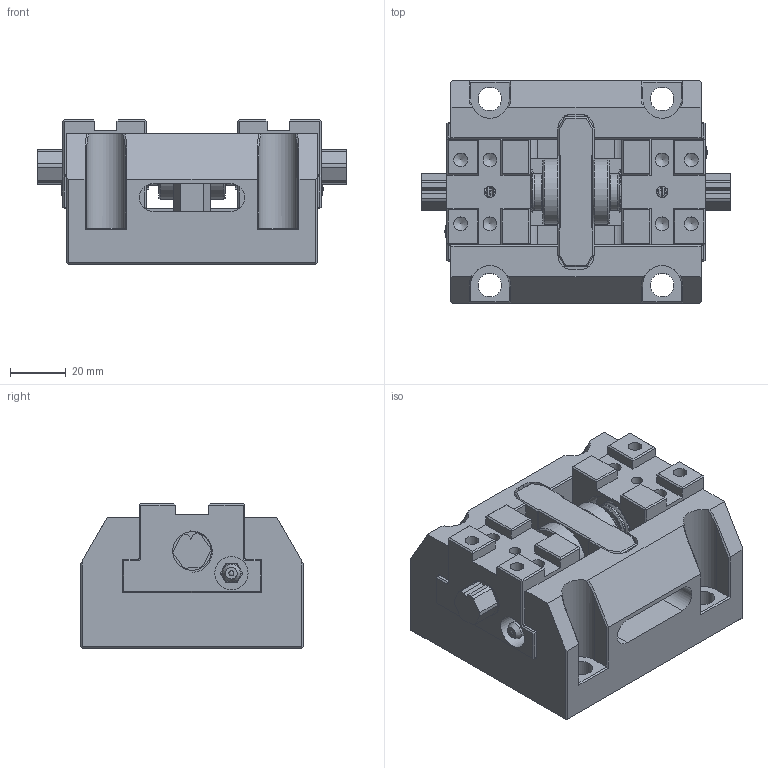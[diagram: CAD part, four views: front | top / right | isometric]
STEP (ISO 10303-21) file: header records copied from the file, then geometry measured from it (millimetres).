
FILE_DESCRIPTION(/* description */ (''),/* implementation_level */ '2;1');
FILE_NAME(/* name */ 'MZS-70.stp',/* time_stamp */ '2019-11-18T11:14:47+01:00',/* author */ ('Tecnico'),/* organization */ ('TERMOMACCHINE s.r.l.'),/* preprocessor_version */ 'ST-DEVELOPER v17',/* originating_system */ 'Autodesk Inventor 2019',/* authorisation */ '');
FILE_SCHEMA (('AUTOMOTIVE_DESIGN { 1 0 10303 214 3 1 1 }'));
Length unit declared in the file: millimetre
Products named in the file (7): MZS-70; MZS-70-CORPO-31803.01; MZS-70-TASSELLO-31803.04; MZS-70-VITE-31803.03; MZS-70-GRIFFADX-31803.02; ISO 4762 - M6 x 20; din_71412_a_m6_x_0_75_7er_6kt
Assembly tree (9 placements, depth 2):
  MZS-70
    MZS-70-CORPO-31803.01
    MZS-70-TASSELLO-31803.04
    MZS-70-VITE-31803.03
    MZS-70-GRIFFADX-31803.02  x2
    ISO 4762 - M6 x 20  x2
    din_71412_a_m6_x_0_75_7er_6kt  x2
Bounding box: 111 x 80 x 52 mm (x, y, z)
Volume: 272664.6 mm3; surface area: 77892.4 mm2
Topology: 9 solids, 9 shells, 654 faces, 1790 edges, 1160 vertices
Faces by surface type: plane 428, cylinder 152, cone 38, bspline 24, torus 10, sphere 2
Full cylindrical faces by diameter (mm): 2 x4, 2.2 x4, 3.4 x2, 4.134 x2, 4.917 x12, 6 x4, 6.5 x2, 8 x2, 8.5 x4, 10 x2, 10.5 x2, 12 x2, 13.2 x2, 13.835 x4, 14 x1, 16 x28, 17.5 x2, 23.5 x2
Entity records: 24266 total; most frequent: CARTESIAN_POINT 11881, ORIENTED_EDGE 2610, DIRECTION 2398, EDGE_CURVE 1305, LINE 878, VECTOR 878, VERTEX_POINT 851, AXIS2_PLACEMENT_3D 760
